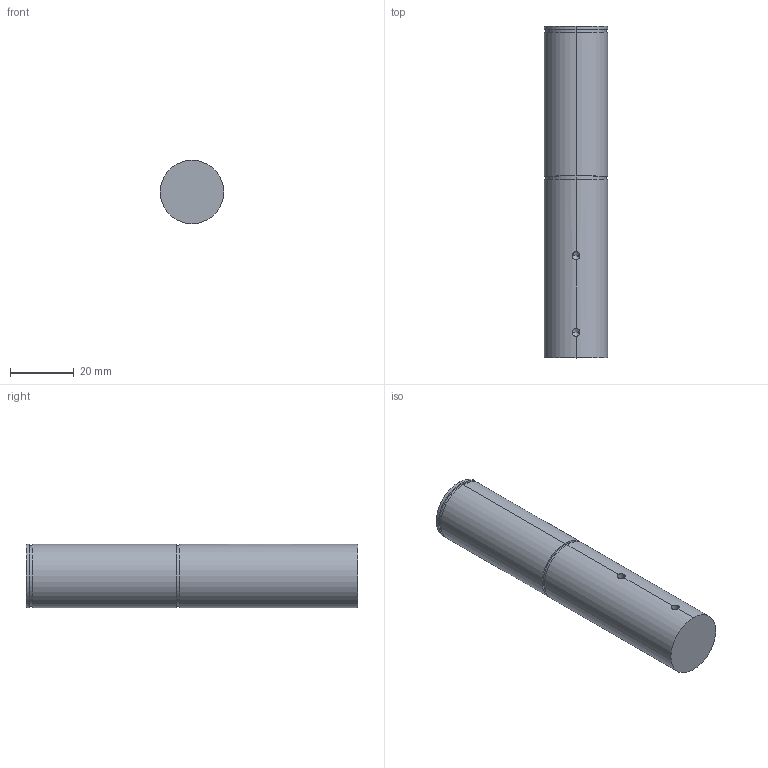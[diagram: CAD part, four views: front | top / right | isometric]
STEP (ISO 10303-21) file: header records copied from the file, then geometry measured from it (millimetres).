
FILE_DESCRIPTION (( 'STEP AP214' ), '1' );
FILE_NAME ('蝓蟈粣_酗粣.STEP', '2017-04-19T11:28:20', ( '' ), ( '' ), 'SwSTEP 2.0', 'SolidWorks 2017', '' );
FILE_SCHEMA (( 'AUTOMOTIVE_DESIGN' ));
Length unit declared in the file: millimetre
Products named in the file (1): 蝓蟈粣_酗粣
Bounding box: 19.95 x 104 x 19.95 mm (x, y, z)
Volume: 32369.4 mm3; surface area: 7383.7 mm2
Topology: 1 solids, 1 shells, 24 faces, 56 edges, 34 vertices
Faces by surface type: cylinder 14, plane 6, cone 4
Entity records: 806 total; most frequent: CARTESIAN_POINT 191, DIRECTION 118, ORIENTED_EDGE 104, EDGE_CURVE 52, AXIS2_PLACEMENT_3D 49, VERTEX_POINT 34, EDGE_LOOP 28, ADVANCED_FACE 24
